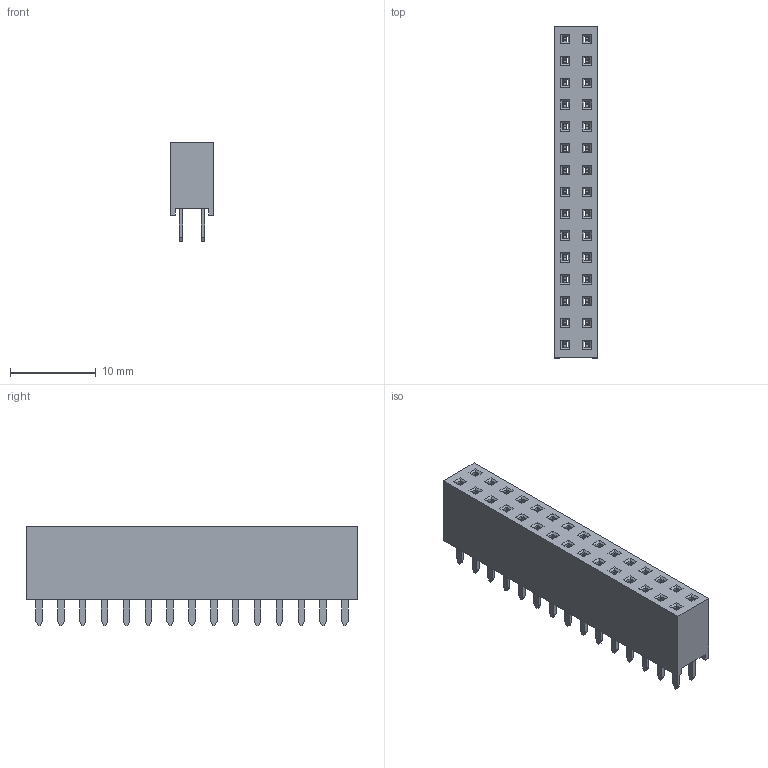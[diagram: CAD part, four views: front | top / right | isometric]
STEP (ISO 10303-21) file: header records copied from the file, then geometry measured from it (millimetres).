
FILE_DESCRIPTION(/* description */ ('Unknown'),/* implementation_level */ '2;1');
FILE_NAME(/* name */ 'J_Wurth_WR-PHD_61303021821',/* time_stamp */ '2025-04-15T16:40:54+08:00',/* author */ ('Unknown'),/* organization */ ('Unknown'),/* preprocessor_version */ 'ST-DEVELOPER v19.4',/* originating_system */ 'Solid Edge',/* authorisation */ 'Unknown');
FILE_SCHEMA (('AUTOMOTIVE_DESIGN {1 0 10303 214 3 1 1}'));
Length unit declared in the file: millimetre
Products named in the file (2): J_Wurth_WR-PHD_61303021821
Assembly tree (1 placements, depth 2):
  J_Wurth_WR-PHD_61303021821
    J_Wurth_WR-PHD_61303021821
Bounding box: 5.08 x 38.6 x 11.6 mm (x, y, z)
Volume: 1352.1 mm3; surface area: 3325.5 mm2
Topology: 1 solids, 1 shells, 1180 faces, 3294 edges, 2116 vertices
Faces by surface type: plane 880, cylinder 180, torus 60, bspline 60
Entity records: 46721 total; most frequent: CARTESIAN_POINT 8752, ORIENTED_EDGE 6348, DIRECTION 5718, EDGE_CURVE 3174, LINE 2514, VECTOR 2514, VERTEX_POINT 2056, AXIS2_PLACEMENT_3D 1602
